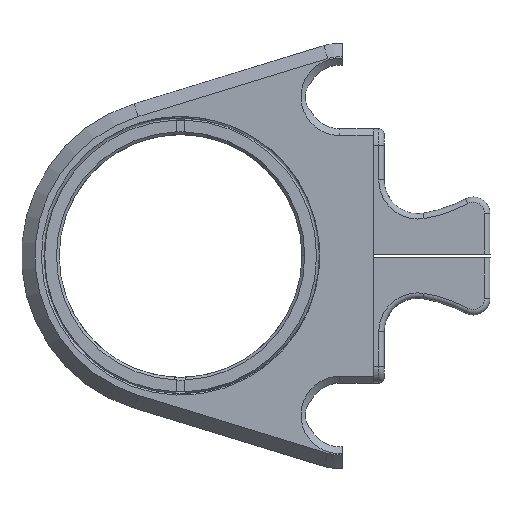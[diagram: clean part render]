
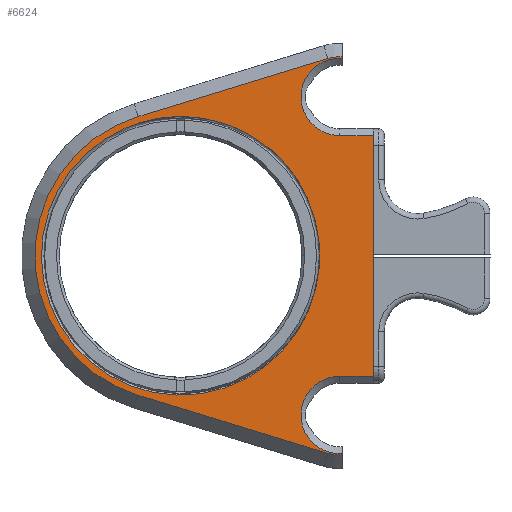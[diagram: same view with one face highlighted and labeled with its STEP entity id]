
A CAD part, top view. The second image highlights one B-rep face of the part: STEP entity #6624.
In plain terms, the highlighted planar face has unit normal (0, 0, 1).
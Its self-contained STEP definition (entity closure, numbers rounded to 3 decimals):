
#3152=CARTESIAN_POINT('',(15.265,18.773,7.62));
#3159=DIRECTION('',(0.,1.,0.));
#3160=VECTOR('',#3159,0.138);
#3161=CARTESIAN_POINT('',(15.265,18.635,7.62));
#3162=LINE('',#3161,#3160);
#3163=CARTESIAN_POINT('',(15.,-15.,7.62));
#3164=DIRECTION('',(0.,0.,1.));
#3165=DIRECTION('',(0.,1.,0.));
#3166=AXIS2_PLACEMENT_3D('',#3163,#3164,#3165);
#3168=CARTESIAN_POINT('',(15.,-15.,7.62));
#3169=DIRECTION('',(0.,0.,-1.));
#3170=DIRECTION('',(0.07,-0.998,0.));
#3171=AXIS2_PLACEMENT_3D('',#3168,#3169,#3170);
#3173=CARTESIAN_POINT('',(15.,15.,7.62));
#3174=DIRECTION('',(0.,0.,-1.));
#3175=DIRECTION('',(-0.292,0.956,0.));
#3176=AXIS2_PLACEMENT_3D('',#3173,#3174,#3175);
#3178=CARTESIAN_POINT('',(15.,15.,7.62));
#3179=DIRECTION('',(0.,0.,1.));
#3180=DIRECTION('',(0.073,0.997,0.));
#3181=AXIS2_PLACEMENT_3D('',#3178,#3179,#3180);
#3183=CARTESIAN_POINT('',(-5.143,12.078,7.62));
#3184=CARTESIAN_POINT('',(-4.933,12.17,7.62));
#3185=CARTESIAN_POINT('',(-4.518,12.341,7.62));
#3186=CARTESIAN_POINT('',(-4.11,12.484,7.62));
#3187=CARTESIAN_POINT('',(-3.908,12.55,7.62));
#3189=CARTESIAN_POINT('',(10.022,8.506,7.62));
#3190=CARTESIAN_POINT('',(10.162,8.336,7.62));
#3191=CARTESIAN_POINT('',(10.434,7.989,7.62));
#3192=CARTESIAN_POINT('',(10.689,7.629,7.62));
#3193=CARTESIAN_POINT('',(10.811,7.445,7.62));
#3195=CARTESIAN_POINT('',(7.189,11.004,7.62));
#3196=CARTESIAN_POINT('',(7.452,10.832,7.62));
#3197=CARTESIAN_POINT('',(7.966,10.47,7.62));
#3198=CARTESIAN_POINT('',(8.701,9.868,7.62));
#3199=CARTESIAN_POINT('',(9.392,9.213,7.62));
#3200=CARTESIAN_POINT('',(9.817,8.746,7.62));
#3201=CARTESIAN_POINT('',(10.022,8.506,7.62));
#3203=CARTESIAN_POINT('',(-3.908,12.55,7.62));
#3204=CARTESIAN_POINT('',(-3.354,12.723,7.62));
#3205=CARTESIAN_POINT('',(-2.281,12.977,7.62));
#3206=CARTESIAN_POINT('',(-0.794,13.145,7.62));
#3207=CARTESIAN_POINT('',(0.528,13.154,7.62));
#3208=CARTESIAN_POINT('',(1.743,13.046,7.62));
#3209=CARTESIAN_POINT('',(2.889,12.841,7.62));
#3210=CARTESIAN_POINT('',(4.016,12.534,7.62));
#3211=CARTESIAN_POINT('',(5.124,12.124,7.62));
#3212=CARTESIAN_POINT('',(6.191,11.615,7.62));
#3213=CARTESIAN_POINT('',(6.862,11.218,7.62));
#3214=CARTESIAN_POINT('',(7.189,11.004,7.62));
#3216=DIRECTION('',(-1.,0.,0.));
#3217=VECTOR('',#3216,3.186);
#3218=CARTESIAN_POINT('',(18.186,11.355,7.62));
#3219=LINE('',#3218,#3217);
#3232=DIRECTION('',(0.,1.,0.));
#3233=VECTOR('',#3232,22.71);
#3234=CARTESIAN_POINT('',(18.186,-11.355,7.62));
#3235=LINE('',#3234,#3233);
#3440=DIRECTION('',(-0.956,-0.292,0.));
#3441=VECTOR('',#3440,18.73);
#3442=CARTESIAN_POINT('',(13.894,18.617,7.62));
#3443=LINE('',#3442,#3441);
#3444=CARTESIAN_POINT('',(0.,0.,7.62));
#3445=DIRECTION('',(0.,0.,1.));
#3446=DIRECTION('',(-0.292,0.956,0.));
#3447=AXIS2_PLACEMENT_3D('',#3444,#3445,#3446);
#3461=DIRECTION('',(0.956,-0.292,0.));
#3462=VECTOR('',#3461,18.73);
#3463=CARTESIAN_POINT('',(-4.018,-13.141,7.62));
#3464=LINE('',#3463,#3462);
#3477=DIRECTION('',(0.,1.,0.));
#3478=VECTOR('',#3477,0.138);
#3479=CARTESIAN_POINT('',(15.265,-18.773,7.62));
#3480=LINE('',#3479,#3478);
#3700=DIRECTION('',(1.,0.,0.));
#3701=VECTOR('',#3700,3.186);
#3702=CARTESIAN_POINT('',(15.,-11.355,7.62));
#3703=LINE('',#3702,#3701);
#4684=CARTESIAN_POINT('',(0.,0.,7.62));
#4685=DIRECTION('',(0.,0.,-1.));
#4686=DIRECTION('',(0.824,0.567,0.));
#4687=AXIS2_PLACEMENT_3D('',#4684,#4685,#4686);
#6296=VERTEX_POINT('',#3152);
#6297=CARTESIAN_POINT('',(13.894,18.617,7.62));
#6298=VERTEX_POINT('',#6297);
#6301=CARTESIAN_POINT('',(15.265,18.635,7.62));
#6302=VERTEX_POINT('',#6301);
#6311=CARTESIAN_POINT('',(18.186,11.355,7.62));
#6312=CARTESIAN_POINT('',(15.,11.355,7.62));
#6313=VERTEX_POINT('',#6311);
#6314=VERTEX_POINT('',#6312);
#6315=CARTESIAN_POINT('',(18.186,-11.355,7.62));
#6316=VERTEX_POINT('',#6315);
#6317=CARTESIAN_POINT('',(15.,-11.355,7.62));
#6318=VERTEX_POINT('',#6317);
#6319=CARTESIAN_POINT('',(15.265,-18.773,7.62));
#6320=CARTESIAN_POINT('',(15.265,-18.635,7.62));
#6321=VERTEX_POINT('',#6319);
#6322=VERTEX_POINT('',#6320);
#6323=CARTESIAN_POINT('',(13.894,-18.617,7.62));
#6324=VERTEX_POINT('',#6323);
#6325=CARTESIAN_POINT('',(-4.018,-13.141,7.62));
#6326=VERTEX_POINT('',#6325);
#6327=CARTESIAN_POINT('',(-4.018,13.141,7.62));
#6328=VERTEX_POINT('',#6327);
#6480=VERTEX_POINT('',#3183);
#6481=VERTEX_POINT('',#3187);
#6482=VERTEX_POINT('',#3214);
#6483=VERTEX_POINT('',#3201);
#6484=VERTEX_POINT('',#3193);
#6583=CARTESIAN_POINT('',(15.,-15.,7.62));
#6584=DIRECTION('',(0.,0.,1.));
#6585=DIRECTION('',(1.,0.,0.));
#6586=AXIS2_PLACEMENT_3D('',#6583,#6584,#6585);
#6587=PLANE('',#6586);
#6589=ORIENTED_EDGE('',*,*,#6588,.F.);
#6591=ORIENTED_EDGE('',*,*,#6590,.F.);
#6593=ORIENTED_EDGE('',*,*,#6592,.F.);
#6595=ORIENTED_EDGE('',*,*,#6594,.T.);
#6597=ORIENTED_EDGE('',*,*,#6596,.F.);
#6599=ORIENTED_EDGE('',*,*,#6598,.T.);
#6601=ORIENTED_EDGE('',*,*,#6600,.F.);
#6603=ORIENTED_EDGE('',*,*,#6602,.F.);
#6605=ORIENTED_EDGE('',*,*,#6604,.F.);
#6606=ORIENTED_EDGE('',*,*,#6551,.T.);
#6607=ORIENTED_EDGE('',*,*,#6565,.F.);
#6609=ORIENTED_EDGE('',*,*,#6608,.T.);
#6610=EDGE_LOOP('',(#6589,#6591,#6593,#6595,#6597,#6599,#6601,#6603,#6605,#6606,
#6607,#6609));
#6611=FACE_OUTER_BOUND('',#6610,.F.);
#6613=ORIENTED_EDGE('',*,*,#6612,.F.);
#6615=ORIENTED_EDGE('',*,*,#6614,.F.);
#6617=ORIENTED_EDGE('',*,*,#6616,.F.);
#6619=ORIENTED_EDGE('',*,*,#6618,.F.);
#6621=ORIENTED_EDGE('',*,*,#6620,.F.);
#6622=EDGE_LOOP('',(#6613,#6615,#6617,#6619,#6621));
#6623=FACE_BOUND('',#6622,.F.);
#6624=ADVANCED_FACE('',(#6611,#6623),#6587,.T.);
#3167=CIRCLE('',#3166,3.645);
#3172=CIRCLE('',#3171,3.782);
#3177=CIRCLE('',#3176,3.782);
#3182=CIRCLE('',#3181,3.645);
#3188=B_SPLINE_CURVE_WITH_KNOTS('',3,(#3183,#3184,#3185,#3186,#3187),
.UNSPECIFIED.,.F.,.F.,(4,1,4),(0.,0.5,1.),.UNSPECIFIED.);
#3194=B_SPLINE_CURVE_WITH_KNOTS('',3,(#3189,#3190,#3191,#3192,#3193),
.UNSPECIFIED.,.F.,.F.,(4,1,4),(0.,0.5,1.),.UNSPECIFIED.);
#3202=B_SPLINE_CURVE_WITH_KNOTS('',3,(#3195,#3196,#3197,#3198,#3199,#3200,
#3201),.UNSPECIFIED.,.F.,.F.,(4,1,1,1,4),(0.,0.25,0.5,0.75,1.),
.UNSPECIFIED.);
#3215=B_SPLINE_CURVE_WITH_KNOTS('',3,(#3203,#3204,#3205,#3206,#3207,#3208,#3209,
#3210,#3211,#3212,#3213,#3214),.UNSPECIFIED.,.F.,.F.,(4,1,1,1,1,1,1,1,1,4),
(0.,0.111,0.222,0.333,0.444,
0.556,0.667,0.778,0.889,1.),
.UNSPECIFIED.);
#3448=CIRCLE('',#3447,13.741);
#4688=CIRCLE('',#4687,13.127);
#6551=EDGE_CURVE('',#6298,#6296,#3177,.T.);
#6565=EDGE_CURVE('',#6302,#6296,#3162,.T.);
#6588=EDGE_CURVE('',#6313,#6314,#3219,.T.);
#6590=EDGE_CURVE('',#6316,#6313,#3235,.T.);
#6592=EDGE_CURVE('',#6318,#6316,#3703,.T.);
#6594=EDGE_CURVE('',#6318,#6322,#3167,.T.);
#6596=EDGE_CURVE('',#6321,#6322,#3480,.T.);
#6598=EDGE_CURVE('',#6321,#6324,#3172,.T.);
#6600=EDGE_CURVE('',#6326,#6324,#3464,.T.);
#6602=EDGE_CURVE('',#6328,#6326,#3448,.T.);
#6604=EDGE_CURVE('',#6298,#6328,#3443,.T.);
#6608=EDGE_CURVE('',#6302,#6314,#3182,.T.);
#6612=EDGE_CURVE('',#6480,#6481,#3188,.T.);
#6614=EDGE_CURVE('',#6484,#6480,#4688,.T.);
#6616=EDGE_CURVE('',#6483,#6484,#3194,.T.);
#6618=EDGE_CURVE('',#6482,#6483,#3202,.T.);
#6620=EDGE_CURVE('',#6481,#6482,#3215,.T.);
